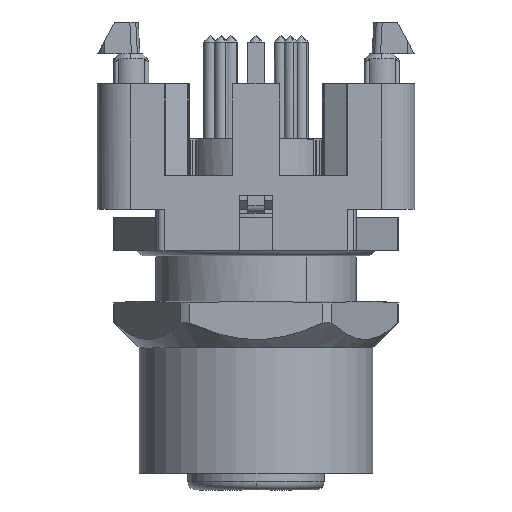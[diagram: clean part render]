
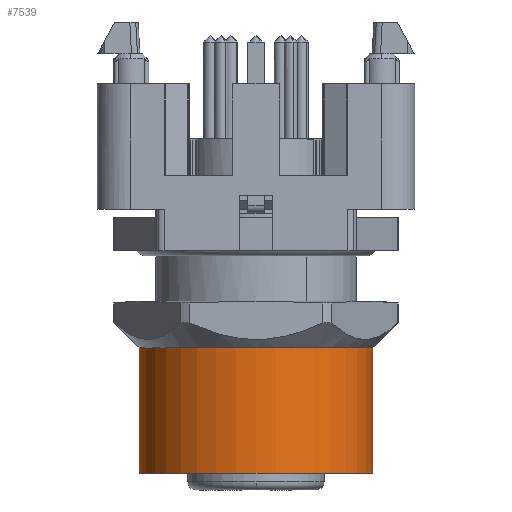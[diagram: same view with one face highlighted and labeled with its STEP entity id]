
A CAD part, front view. The second image highlights one B-rep face of the part: STEP entity #7539.
In plain terms, the highlighted cylindrical face has radius 7 mm (diameter 14 mm), a partial arc.
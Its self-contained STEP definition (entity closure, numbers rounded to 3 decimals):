
#7521=AXIS2_PLACEMENT_3D('Cylinder Axis2P3D',#7518,#7519,#7520) ;
#7525=AXIS2_PLACEMENT_3D('Circle Axis2P3D',#7523,#7524,$) ;
#7530=AXIS2_PLACEMENT_3D('Circle Axis2P3D',#7528,#7529,$) ;
#7482=CARTESIAN_POINT('Line Origine',(2.47,8.5,4.75)) ;
#7486=CARTESIAN_POINT('Vertex',(2.47,8.5,8.5)) ;
#7488=CARTESIAN_POINT('Vertex',(2.47,8.5,1.)) ;
#7495=CARTESIAN_POINT('Vertex',(16.47,8.5,8.5)) ;
#7498=CARTESIAN_POINT('Line Origine',(16.47,8.5,4.75)) ;
#7502=CARTESIAN_POINT('Vertex',(16.47,8.5,1.)) ;
#7518=CARTESIAN_POINT('Axis2P3D Location',(9.47,8.5,4.75)) ;
#7523=CARTESIAN_POINT('Axis2P3D Location',(9.47,8.5,8.5)) ;
#7528=CARTESIAN_POINT('Axis2P3D Location',(9.47,8.5,1.)) ;
#7483=DIRECTION('Vector Direction',(0.,0.,-1.)) ;
#7499=DIRECTION('Vector Direction',(0.,0.,-1.)) ;
#7519=DIRECTION('Axis2P3D Direction',(0.,0.,-1.)) ;
#7520=DIRECTION('Axis2P3D XDirection',(1.,0.,0.)) ;
#7524=DIRECTION('Axis2P3D Direction',(0.,0.,-1.)) ;
#7529=DIRECTION('Axis2P3D Direction',(0.,0.,-1.)) ;
#7484=VECTOR('Line Direction',#7483,1.) ;
#7500=VECTOR('Line Direction',#7499,1.) ;
#7534=ORIENTED_EDGE('',*,*,#7504,.T.) ;
#7535=ORIENTED_EDGE('',*,*,#7527,.T.) ;
#7536=ORIENTED_EDGE('',*,*,#7490,.T.) ;
#7537=ORIENTED_EDGE('',*,*,#7532,.F.) ;
#7539=ADVANCED_FACE('V1',(#7538),#7522,.T.) ;
#7526=CIRCLE('generated circle',#7525,7.) ;
#7531=CIRCLE('generated circle',#7530,7.) ;
#7522=CYLINDRICAL_SURFACE('generated cylinder',#7521,7.) ;
#7490=EDGE_CURVE('',#7487,#7489,#7485,.T.) ;
#7504=EDGE_CURVE('',#7503,#7496,#7501,.F.) ;
#7527=EDGE_CURVE('',#7496,#7487,#7526,.T.) ;
#7532=EDGE_CURVE('',#7503,#7489,#7531,.T.) ;
#7533=EDGE_LOOP('',(#7534,#7535,#7536,#7537)) ;
#7538=FACE_OUTER_BOUND('',#7533,.T.) ;
#7485=LINE('Line',#7482,#7484) ;
#7501=LINE('Line',#7498,#7500) ;
#7487=VERTEX_POINT('',#7486) ;
#7489=VERTEX_POINT('',#7488) ;
#7496=VERTEX_POINT('',#7495) ;
#7503=VERTEX_POINT('',#7502) ;
